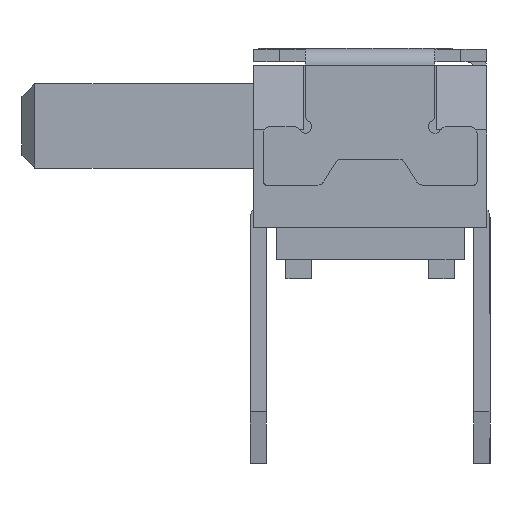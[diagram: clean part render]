
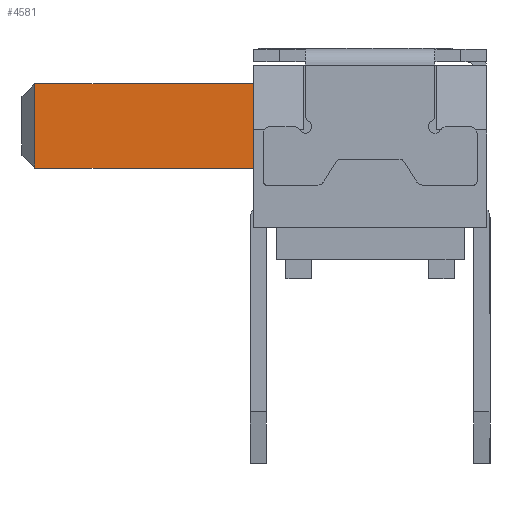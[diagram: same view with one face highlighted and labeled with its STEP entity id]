
A CAD part, left-side view. The second image highlights one B-rep face of the part: STEP entity #4581.
In plain terms, the highlighted planar face has unit normal (-1, 0, 0).
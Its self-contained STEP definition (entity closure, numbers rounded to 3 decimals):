
#252 = CARTESIAN_POINT ( 'NONE',  ( -0.603, 0.549, -5.1 ) ) ;
#2375 = DIRECTION ( 'NONE',  ( 0., 1., 0. ) ) ;
#2819 = ORIENTED_EDGE ( 'NONE', *, *, #9406, .T. ) ;
#2909 = EDGE_LOOP ( 'NONE', ( #13554, #11276, #11755, #2819 ) ) ;
#2946 = LINE ( 'NONE', #12985, #12791 ) ;
#3896 = VECTOR ( 'NONE', #9635, 1000. ) ;
#4327 = VERTEX_POINT ( 'NONE', #14060 ) ;
#4378 = AXIS2_PLACEMENT_3D ( 'NONE', #11534, #7237, #7154 ) ;
#4558 = LINE ( 'NONE', #252, #14131 ) ;
#4562 = CARTESIAN_POINT ( 'NONE',  ( -0.603, 0.549, -5.1 ) ) ;
#4581 = ADVANCED_FACE ( 'NONE', ( #5097 ), #7074, .F. ) ;
#4756 = VERTEX_POINT ( 'NONE', #7189 ) ;
#5097 = FACE_OUTER_BOUND ( 'NONE', #2909, .T. ) ;
#5785 = CARTESIAN_POINT ( 'NONE',  ( -0.603, 0.549, -1.3 ) ) ;
#6654 = EDGE_CURVE ( 'NONE', #12174, #11816, #2946, .T. ) ;
#7074 = PLANE ( 'NONE',  #4378 ) ;
#7154 = DIRECTION ( 'NONE',  ( 0., 0., -1. ) ) ;
#7189 = CARTESIAN_POINT ( 'NONE',  ( -0.603, 1.849, -1.3 ) ) ;
#7237 = DIRECTION ( 'NONE',  ( 1., 0., 0. ) ) ;
#7545 = EDGE_CURVE ( 'NONE', #4756, #11816, #12180, .T. ) ;
#8753 = CARTESIAN_POINT ( 'NONE',  ( -0.603, 0.549, -1.3 ) ) ;
#8764 = LINE ( 'NONE', #12349, #8905 ) ;
#8905 = VECTOR ( 'NONE', #10141, 1000. ) ;
#9406 = EDGE_CURVE ( 'NONE', #4756, #4327, #8764, .T. ) ;
#9635 = DIRECTION ( 'NONE',  ( 0., -1., 0. ) ) ;
#10141 = DIRECTION ( 'NONE',  ( 0., 0., -1. ) ) ;
#10790 = DIRECTION ( 'NONE',  ( 0., 0., 1. ) ) ;
#11276 = ORIENTED_EDGE ( 'NONE', *, *, #6654, .T. ) ;
#11534 = CARTESIAN_POINT ( 'NONE',  ( -0.603, 0.549, -5.3 ) ) ;
#11639 = EDGE_CURVE ( 'NONE', #12174, #4327, #4558, .T. ) ;
#11755 = ORIENTED_EDGE ( 'NONE', *, *, #7545, .F. ) ;
#11816 = VERTEX_POINT ( 'NONE', #5785 ) ;
#12174 = VERTEX_POINT ( 'NONE', #4562 ) ;
#12180 = LINE ( 'NONE', #8753, #3896 ) ;
#12349 = CARTESIAN_POINT ( 'NONE',  ( -0.603, 1.849, -5.3 ) ) ;
#12791 = VECTOR ( 'NONE', #10790, 1000. ) ;
#12985 = CARTESIAN_POINT ( 'NONE',  ( -0.603, 0.549, -5.3 ) ) ;
#13554 = ORIENTED_EDGE ( 'NONE', *, *, #11639, .F. ) ;
#14060 = CARTESIAN_POINT ( 'NONE',  ( -0.603, 1.849, -5.1 ) ) ;
#14131 = VECTOR ( 'NONE', #2375, 1000. ) ;
